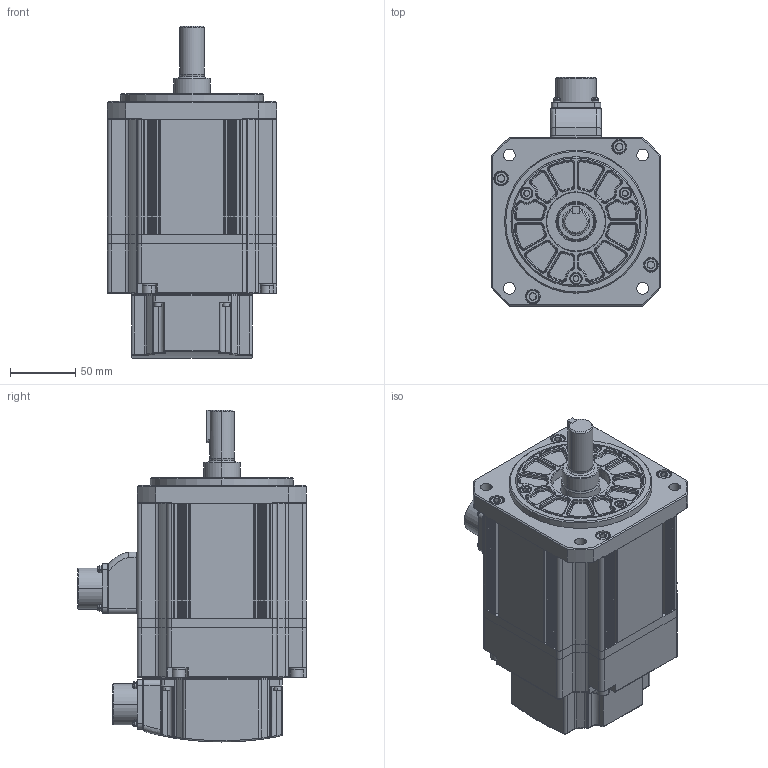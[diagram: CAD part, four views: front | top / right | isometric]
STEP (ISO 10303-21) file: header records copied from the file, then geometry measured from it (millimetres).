
FILE_DESCRIPTION (( 'STEP AP214' ), '1' );
FILE_NAME ('FM13GA003G02_Out Line(APM-FE15A_K2,FE11D_K2,FE09G_K2,FE06M_K2).STEP', '2018-07-10T01:27:52', ( '' ), ( '' ), 'SwSTEP 2.0', 'SolidWorks 2011', '' );
FILE_SCHEMA (( 'AUTOMOTIVE_DESIGN' ));
Length unit declared in the file: millimetre
Products named in the file (1): FM13GA003G02_Out Line(APM-FE15A_K2,FE11D_K2,FE09G_K2,FE06M_K2)
Bounding box: 130 x 176.05 x 255.3 mm (x, y, z)
Volume: 2692321.5 mm3; surface area: 342541 mm2
Topology: 57 solids, 57 shells, 2211 faces, 5501 edges, 3461 vertices
Faces by surface type: cylinder 843, plane 729, torus 245, cone 228, bspline 166
Entity records: 99989 total; most frequent: CARTESIAN_POINT 22026, DIRECTION 11463, ORIENTED_EDGE 10886, EDGE_CURVE 5443, AXIS2_PLACEMENT_3D 4458, VERTEX_POINT 3461, LINE 2547, VECTOR 2547
